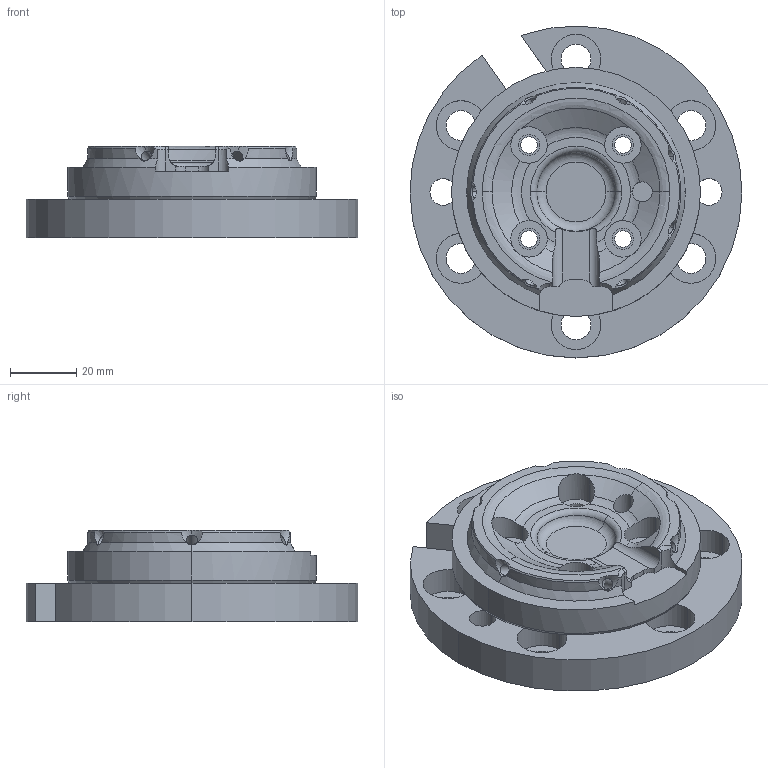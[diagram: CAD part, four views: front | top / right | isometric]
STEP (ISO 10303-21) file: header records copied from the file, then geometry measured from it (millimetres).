
FILE_DESCRIPTION (( 'STEP AP214' ), '1' );
FILE_NAME ('C064-A153.STEP', '2019-02-06T18:08:38', ( '' ), ( '' ), 'SwSTEP 2.0', 'SolidWorks 2017', '' );
FILE_SCHEMA (( 'AUTOMOTIVE_DESIGN' ));
Length unit declared in the file: millimetre
Products named in the file (1): C064-A153
Bounding box: 100 x 100 x 27.5 mm (x, y, z)
Surface area: 35799 mm2 (no closed solid volume)
Topology: 0 solids, 2 shells, 182 faces, 510 edges, 325 vertices
Faces by surface type: cylinder 92, cone 45, plane 32, torus 13
Entity records: 8572 total; most frequent: CARTESIAN_POINT 1848, DIRECTION 1004, ORIENTED_EDGE 982, EDGE_CURVE 502, AXIS2_PLACEMENT_3D 425, VERTEX_POINT 325, CIRCLE 242, EDGE_LOOP 218
